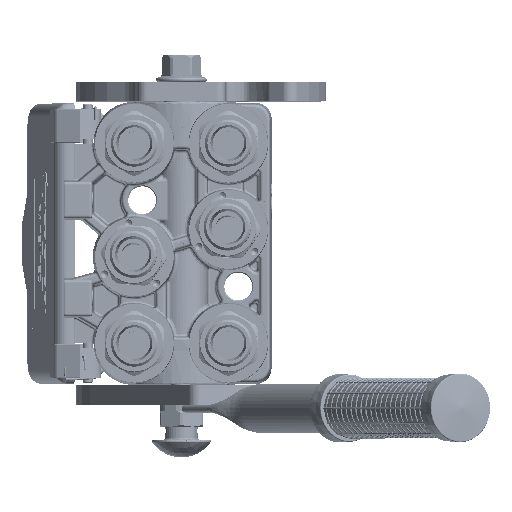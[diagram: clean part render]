
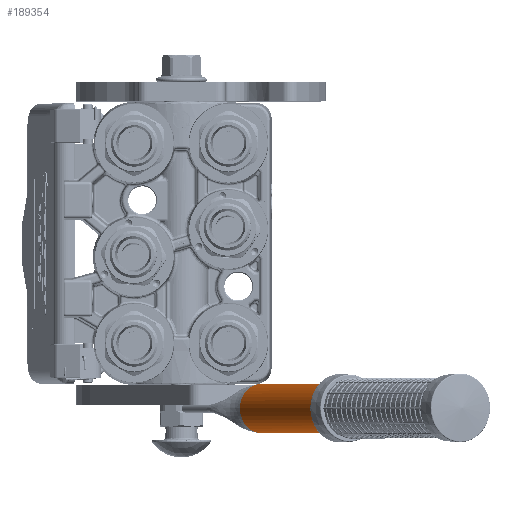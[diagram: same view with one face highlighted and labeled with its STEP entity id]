
A CAD part, top view. The second image highlights one B-rep face of the part: STEP entity #189354.
In plain terms, the highlighted cylindrical face has radius 12.5 mm (diameter 25 mm), a partial arc.
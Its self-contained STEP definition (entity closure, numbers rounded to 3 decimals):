
#346 = VERTEX_POINT ( 'NONE', #132349 ) ;
#6268 = AXIS2_PLACEMENT_3D ( 'NONE', #241762, #120426, #221621 ) ;
#18724 = VERTEX_POINT ( 'NONE', #171238 ) ;
#19192 = CARTESIAN_POINT ( 'NONE',  ( 12.426, 0., 1.36 ) ) ;
#24601 = ORIENTED_EDGE ( 'NONE', *, *, #124464, .F. ) ;
#35377 = DIRECTION ( 'NONE',  ( -0.994, 0., 0.109 ) ) ;
#41840 = CARTESIAN_POINT ( 'NONE',  ( 12.492, 0.214, 0.452 ) ) ;
#54606 = CARTESIAN_POINT ( 'NONE',  ( -12.466, 0.127, 0.927 ) ) ;
#55480 = CARTESIAN_POINT ( 'NONE',  ( -12.467, 0.131, 0.91 ) ) ;
#57243 = FACE_OUTER_BOUND ( 'NONE', #173061, .T. ) ;
#57638 = CARTESIAN_POINT ( 'NONE',  ( 12.499, 0.235, 0.221 ) ) ;
#60240 = CARTESIAN_POINT ( 'NONE',  ( 12.472, 0.146, 0.859 ) ) ;
#60542 = EDGE_CURVE ( 'NONE', #18724, #346, #129354, .T. ) ;
#67034 = B_SPLINE_CURVE_WITH_KNOTS ( 'NONE', 3,
 ( #93554, #153738, #57638, #120476, #41840, #97834, #78627, #139654, #179013, #220812, #161473, #121311, #60240, #240947, #19192 ),
 .UNSPECIFIED., .F., .F.,
 ( 4, 2, 2, 1, 1, 1, 2, 2, 4 ),
 ( 0., 0.25, 0.375, 0.437, 0.469, 0.484, 0.492, 0.5, 1. ),
 .UNSPECIFIED. ) ;
#73830 = DIRECTION ( 'NONE',  ( 0., 1., 0. ) ) ;
#74845 = DIRECTION ( 'NONE',  ( 0., 1., 0. ) ) ;
#75615 = CARTESIAN_POINT ( 'NONE',  ( -12.426, 0., 1.36 ) ) ;
#78627 = CARTESIAN_POINT ( 'NONE',  ( 12.486, 0.195, 0.586 ) ) ;
#86792 = ORIENTED_EDGE ( 'NONE', *, *, #149639, .T. ) ;
#93554 = CARTESIAN_POINT ( 'NONE',  ( 12.5, 0.24, 0. ) ) ;
#95705 = CARTESIAN_POINT ( 'NONE',  ( -12.461, 0.114, 0.981 ) ) ;
#96053 = VERTEX_POINT ( 'NONE', #248295 ) ;
#96553 = CARTESIAN_POINT ( 'NONE',  ( -12.471, 0.146, 0.847 ) ) ;
#97834 = CARTESIAN_POINT ( 'NONE',  ( 12.488, 0.202, 0.541 ) ) ;
#110215 = CIRCLE ( 'NONE', #6268, 12.5 ) ;
#113964 = DIRECTION ( 'NONE',  ( 0., 1., 0. ) ) ;
#114440 = LINE ( 'NONE', #153221, #233206 ) ;
#114897 = ORIENTED_EDGE ( 'NONE', *, *, #60542, .F. ) ;
#116632 = CARTESIAN_POINT ( 'NONE',  ( -12.5, 0.24, 0. ) ) ;
#120426 = DIRECTION ( 'NONE',  ( 0., 1., 0. ) ) ;
#120476 = CARTESIAN_POINT ( 'NONE',  ( 12.494, 0.22, 0.394 ) ) ;
#121181 = CIRCLE ( 'NONE', #200254, 12.5 ) ;
#121311 = CARTESIAN_POINT ( 'NONE',  ( 12.481, 0.178, 0.688 ) ) ;
#124464 = EDGE_CURVE ( 'NONE', #192101, #18724, #132383, .T. ) ;
#126153 = VERTEX_POINT ( 'NONE', #186331 ) ;
#126845 = DIRECTION ( 'NONE',  ( 0., 1., 0. ) ) ;
#129354 = LINE ( 'NONE', #228965, #248118 ) ;
#132349 = CARTESIAN_POINT ( 'NONE',  ( -12.5, 198., 0. ) ) ;
#132383 = B_SPLINE_CURVE_WITH_KNOTS ( 'NONE', 3,
 ( #75615, #177733, #216110, #95705, #134954, #54606, #175135, #55480, #197808, #96553, #195253, #237095, #213534, #215263, #135803, #116632 ),
 .UNSPECIFIED., .F., .F.,
 ( 4, 2, 1, 2, 2, 1, 2, 2, 4 ),
 ( 0., 0.25, 0.312, 0.328, 0.344, 0.375, 0.437, 0.5, 1. ),
 .UNSPECIFIED. ) ;
#134954 = CARTESIAN_POINT ( 'NONE',  ( -12.464, 0.121, 0.953 ) ) ;
#135803 = CARTESIAN_POINT ( 'NONE',  ( -12.5, 0.24, 0.216 ) ) ;
#139654 = CARTESIAN_POINT ( 'NONE',  ( 12.484, 0.186, 0.638 ) ) ;
#141957 = ORIENTED_EDGE ( 'NONE', *, *, #230053, .T. ) ;
#149639 = EDGE_CURVE ( 'NONE', #96053, #177718, #110215, .T. ) ;
#153221 = CARTESIAN_POINT ( 'NONE',  ( 12.5, 0.24, 0. ) ) ;
#153738 = CARTESIAN_POINT ( 'NONE',  ( 12.5, 0.24, 0.108 ) ) ;
#154536 = AXIS2_PLACEMENT_3D ( 'NONE', #217112, #177846, #217937 ) ;
#161202 = CIRCLE ( 'NONE', #241537, 12.5 ) ;
#161473 = CARTESIAN_POINT ( 'NONE',  ( 12.481, 0.178, 0.683 ) ) ;
#163153 = ORIENTED_EDGE ( 'NONE', *, *, #212095, .F. ) ;
#164587 = EDGE_CURVE ( 'NONE', #126153, #225675, #114440, .T. ) ;
#171099 = CARTESIAN_POINT ( 'NONE',  ( 12.426, 0., 1.36 ) ) ;
#171238 = CARTESIAN_POINT ( 'NONE',  ( -12.5, 0.24, 0. ) ) ;
#173061 = EDGE_LOOP ( 'NONE', ( #218897, #163153, #114897, #24601, #141957, #86792, #227752 ) ) ;
#175135 = CARTESIAN_POINT ( 'NONE',  ( -12.466, 0.13, 0.917 ) ) ;
#177718 = VERTEX_POINT ( 'NONE', #171099 ) ;
#177733 = CARTESIAN_POINT ( 'NONE',  ( -12.441, 0.049, 1.219 ) ) ;
#177846 = DIRECTION ( 'NONE',  ( 0., -1., 0. ) ) ;
#179013 = CARTESIAN_POINT ( 'NONE',  ( 12.482, 0.182, 0.665 ) ) ;
#186331 = CARTESIAN_POINT ( 'NONE',  ( 12.5, 0.24, 0. ) ) ;
#188772 = EDGE_CURVE ( 'NONE', #126153, #177718, #67034, .T. ) ;
#189354 = ADVANCED_FACE ( 'NONE', ( #57243 ), #241653, .T. ) ;
#192101 = VERTEX_POINT ( 'NONE', #218268 ) ;
#193466 = CARTESIAN_POINT ( 'NONE',  ( 0., 0., 0. ) ) ;
#195253 = CARTESIAN_POINT ( 'NONE',  ( -12.474, 0.155, 0.804 ) ) ;
#196215 = CARTESIAN_POINT ( 'NONE',  ( 12.5, 198., 0. ) ) ;
#197808 = CARTESIAN_POINT ( 'NONE',  ( -12.468, 0.136, 0.889 ) ) ;
#200254 = AXIS2_PLACEMENT_3D ( 'NONE', #193466, #113964, #35377 ) ;
#212095 = EDGE_CURVE ( 'NONE', #346, #225675, #161202, .T. ) ;
#213534 = CARTESIAN_POINT ( 'NONE',  ( -12.479, 0.172, 0.721 ) ) ;
#215263 = CARTESIAN_POINT ( 'NONE',  ( -12.494, 0.221, 0.449 ) ) ;
#216110 = CARTESIAN_POINT ( 'NONE',  ( -12.452, 0.083, 1.1 ) ) ;
#217112 = CARTESIAN_POINT ( 'NONE',  ( 0., 0., 0. ) ) ;
#217937 = DIRECTION ( 'NONE',  ( 1., 0., 0. ) ) ;
#218268 = CARTESIAN_POINT ( 'NONE',  ( -12.426, 0., 1.36 ) ) ;
#218897 = ORIENTED_EDGE ( 'NONE', *, *, #164587, .T. ) ;
#220812 = CARTESIAN_POINT ( 'NONE',  ( 12.482, 0.18, 0.676 ) ) ;
#221621 = DIRECTION ( 'NONE',  ( -0.994, 0., 0.109 ) ) ;
#225675 = VERTEX_POINT ( 'NONE', #196215 ) ;
#227752 = ORIENTED_EDGE ( 'NONE', *, *, #188772, .F. ) ;
#228965 = CARTESIAN_POINT ( 'NONE',  ( -12.5, 0.24, 0. ) ) ;
#230053 = EDGE_CURVE ( 'NONE', #192101, #96053, #121181, .T. ) ;
#233206 = VECTOR ( 'NONE', #73830, 1000. ) ;
#237095 = CARTESIAN_POINT ( 'NONE',  ( -12.478, 0.167, 0.748 ) ) ;
#240947 = CARTESIAN_POINT ( 'NONE',  ( 12.456, 0.096, 1.087 ) ) ;
#241537 = AXIS2_PLACEMENT_3D ( 'NONE', #254648, #74845, #255486 ) ;
#241653 = CYLINDRICAL_SURFACE ( 'NONE', #154536, 12.5 ) ;
#241762 = CARTESIAN_POINT ( 'NONE',  ( 0., 0., 0. ) ) ;
#248118 = VECTOR ( 'NONE', #126845, 1000. ) ;
#248295 = CARTESIAN_POINT ( 'NONE',  ( 0., 0., 12.5 ) ) ;
#254648 = CARTESIAN_POINT ( 'NONE',  ( 0., 198., 0. ) ) ;
#255486 = DIRECTION ( 'NONE',  ( -1., 0., 0. ) ) ;
